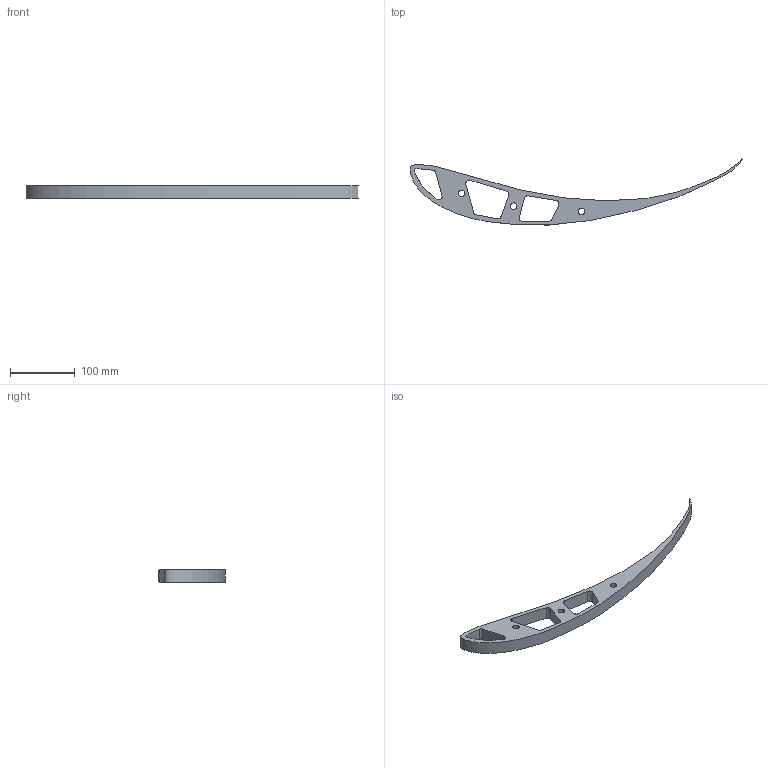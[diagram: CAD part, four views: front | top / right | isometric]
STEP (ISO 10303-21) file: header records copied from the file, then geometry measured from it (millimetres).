
FILE_DESCRIPTION(/* description */ (''),/* implementation_level */ '2;1');
FILE_NAME(/* name */ 'MSHD double element v7 big insert.step',/* time_stamp */ '2018-06-29T14:01:27+02:00',/* author */ ('steffankirk'),/* organization */ (''),/* preprocessor_version */ 'ST-DEVELOPER v17',/* originating_system */ 'Autodesk Translation Framework v7.1.0.215',/* authorisation */ '');
FILE_SCHEMA (('AUTOMOTIVE_DESIGN { 1 0 10303 214 3 1 1 }'));
Length unit declared in the file: millimetre
Products named in the file (1): MSHD double element
Bounding box: 512.86 x 101.96 x 20 mm (x, y, z)
Volume: 222543.3 mm3; surface area: 76331.8 mm2
Topology: 1 solids, 1 shells, 26 faces, 72 edges, 48 vertices
Faces by surface type: bspline 16, plane 7, cylinder 3
Full cylindrical faces by diameter (mm): 10 x3
Entity records: 2551 total; most frequent: CARTESIAN_POINT 1981, ORIENTED_EDGE 144, EDGE_CURVE 72, VERTEX_POINT 48, DIRECTION 48, B_SPLINE_CURVE_WITH_KNOTS 47, EDGE_LOOP 38, FACE_OUTER_BOUND 26
